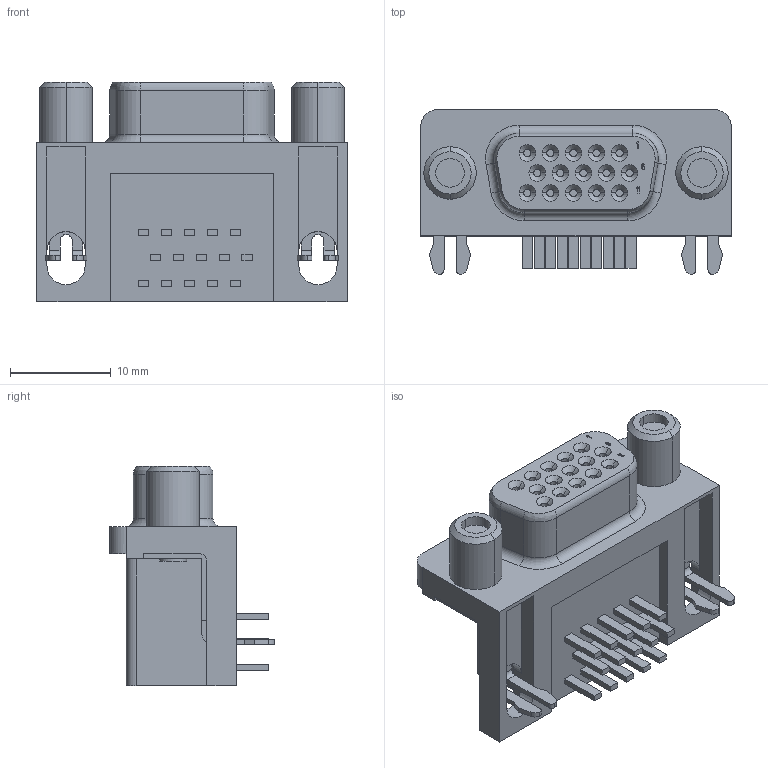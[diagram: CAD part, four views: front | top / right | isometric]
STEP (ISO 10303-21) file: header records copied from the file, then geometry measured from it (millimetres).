
FILE_DESCRIPTION((''),'2;1');
FILE_NAME('C-2311763-1','2022-08-04T11:58:19',('workeradm'),('TE Connectivity Ltd.'),'CREO PARAMETRIC BY PTC INC, 2021072','CREO PARAMETRIC BY PTC INC, 2021072','');
FILE_SCHEMA(('AUTOMOTIVE_DESIGN { 1 0 10303 214 1 1 1 1 }'));
Length unit declared in the file: millimetre
Products named in the file (1): C-2311763-1
Bounding box: 30.8 x 16.35 x 21.8 mm (x, y, z)
Volume: 4545.5 mm3; surface area: 2999 mm2
Topology: 1 solids, 1 shells, 387 faces, 983 edges, 638 vertices
Faces by surface type: plane 261, cylinder 84, cone 34, bspline 4, torus 4
Entity records: 11653 total; most frequent: CARTESIAN_POINT 2080, ORIENTED_EDGE 1966, DIRECTION 1959, EDGE_CURVE 983, VECTOR 765, LINE 765, VERTEX_POINT 638, AXIS2_PLACEMENT_3D 597
